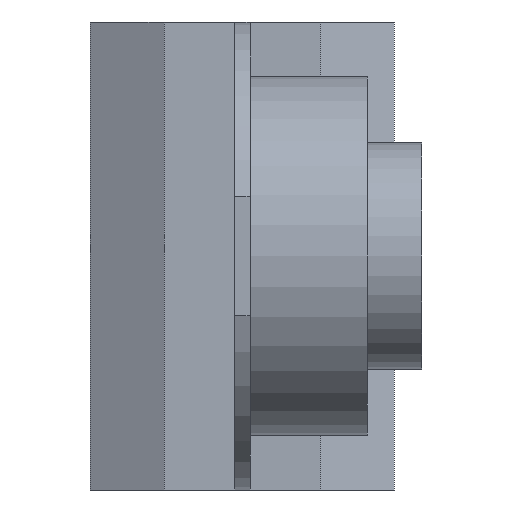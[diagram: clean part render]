
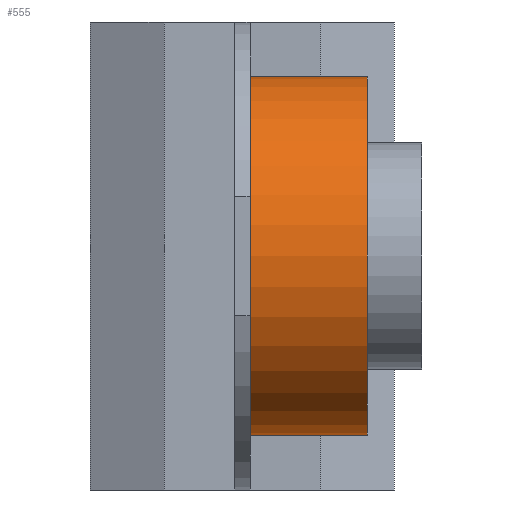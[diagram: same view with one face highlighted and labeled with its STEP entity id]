
A CAD part, left-side view. The second image highlights one B-rep face of the part: STEP entity #555.
In plain terms, the highlighted cylindrical face has radius 4.6 mm (diameter 9.2 mm), a full revolution.
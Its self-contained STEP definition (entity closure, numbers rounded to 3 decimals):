
#64=FACE_OUTER_BOUND('',#98,.T.);
#98=EDGE_LOOP('',(#399,#400,#401,#402));
#139=LINE('',#841,#196);
#196=VECTOR('',#675,4.6);
#254=CIRCLE('',#610,4.6);
#255=CIRCLE('',#611,4.6);
#272=VERTEX_POINT('',#838);
#273=VERTEX_POINT('',#840);
#323=EDGE_CURVE('',#272,#272,#254,.T.);
#324=EDGE_CURVE('',#272,#273,#139,.T.);
#325=EDGE_CURVE('',#273,#273,#255,.T.);
#399=ORIENTED_EDGE('',*,*,#323,.F.);
#400=ORIENTED_EDGE('',*,*,#324,.T.);
#401=ORIENTED_EDGE('',*,*,#325,.T.);
#402=ORIENTED_EDGE('',*,*,#324,.F.);
#546=CYLINDRICAL_SURFACE('',#609,4.6);
#555=ADVANCED_FACE('',(#64),#546,.T.);
#609=AXIS2_PLACEMENT_3D('',#837,#671,#672);
#610=AXIS2_PLACEMENT_3D('',#839,#673,#674);
#611=AXIS2_PLACEMENT_3D('',#842,#676,#677);
#671=DIRECTION('center_axis',(1.,0.,0.));
#672=DIRECTION('ref_axis',(0.,1.,0.));
#673=DIRECTION('center_axis',(1.,0.,0.));
#674=DIRECTION('ref_axis',(0.,0.,-1.));
#675=DIRECTION('',(-1.,0.,0.));
#676=DIRECTION('center_axis',(1.,0.,0.));
#677=DIRECTION('ref_axis',(0.,0.,-1.));
#837=CARTESIAN_POINT('Origin',(1.5,0.,0.));
#838=CARTESIAN_POINT('',(3.,-4.6,0.));
#839=CARTESIAN_POINT('Origin',(3.,0.,0.));
#840=CARTESIAN_POINT('',(0.,-4.6,0.));
#841=CARTESIAN_POINT('',(1.5,-4.6,0.));
#842=CARTESIAN_POINT('Origin',(0.,0.,0.));
